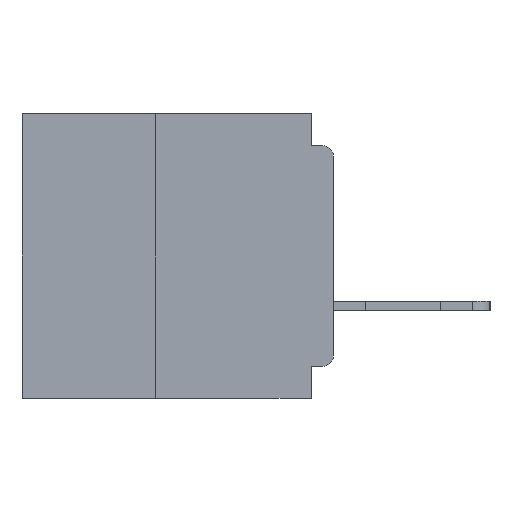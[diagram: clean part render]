
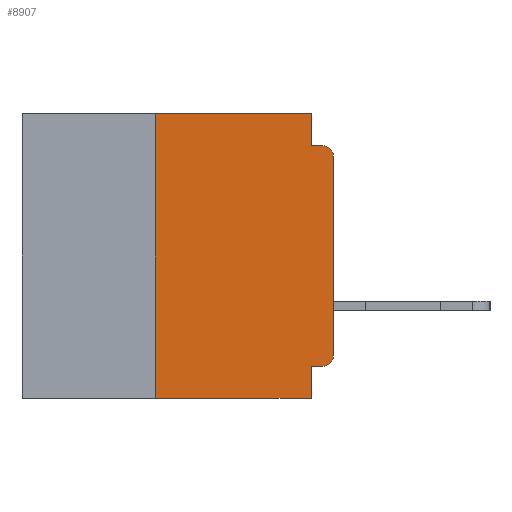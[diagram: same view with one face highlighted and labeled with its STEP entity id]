
A CAD part, left-side view. The second image highlights one B-rep face of the part: STEP entity #8907.
In plain terms, the highlighted planar face has unit normal (-1, 0, 0).
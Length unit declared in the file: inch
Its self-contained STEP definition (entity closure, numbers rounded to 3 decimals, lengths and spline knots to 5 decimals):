
#202 = VERTEX_POINT ( 'NONE', #21664 ) ;
#710 = VECTOR ( 'NONE', #14682, 39.37008 ) ;
#1928 = CARTESIAN_POINT ( 'NONE',  ( 0., 0., -0.045 ) ) ;
#2789 = CARTESIAN_POINT ( 'NONE',  ( 0., 0.25, 0. ) ) ;
#3032 = ORIENTED_EDGE ( 'NONE', *, *, #15551, .T. ) ;
#3049 = DIRECTION ( 'NONE',  ( -1., 0., 0. ) ) ;
#4102 = VERTEX_POINT ( 'NONE', #10615 ) ;
#4226 = DIRECTION ( 'NONE',  ( 1., 0., 0. ) ) ;
#4424 = ORIENTED_EDGE ( 'NONE', *, *, #27419, .F. ) ;
#4662 = LINE ( 'NONE', #16158, #11423 ) ;
#4790 = DIRECTION ( 'NONE',  ( 0., -1., 0. ) ) ;
#5003 = LINE ( 'NONE', #23118, #11765 ) ;
#6456 = CARTESIAN_POINT ( 'NONE',  ( 0., 0.031, -0.4 ) ) ;
#6462 = FACE_OUTER_BOUND ( 'NONE', #34530, .T. ) ;
#6623 = ORIENTED_EDGE ( 'NONE', *, *, #21120, .F. ) ;
#6774 = DIRECTION ( 'NONE',  ( -1., 0., 0. ) ) ;
#7638 = CARTESIAN_POINT ( 'NONE',  ( 0., 0.25, -0.4 ) ) ;
#7988 = ORIENTED_EDGE ( 'NONE', *, *, #10454, .T. ) ;
#8485 = CARTESIAN_POINT ( 'NONE',  ( 0., 0.031, 0. ) ) ;
#8907 = ADVANCED_FACE ( 'NONE', ( #6462 ), #12795, .F. ) ;
#10045 = CARTESIAN_POINT ( 'NONE',  ( 0., 0.437, 0. ) ) ;
#10454 = EDGE_CURVE ( 'NONE', #24065, #4102, #5003, .T. ) ;
#10552 = CARTESIAN_POINT ( 'NONE',  ( 0., 0.015, -0.355 ) ) ;
#10615 = CARTESIAN_POINT ( 'NONE',  ( 0., 0., -0.06 ) ) ;
#10912 = LINE ( 'NONE', #13405, #26364 ) ;
#11204 = ORIENTED_EDGE ( 'NONE', *, *, #15563, .F. ) ;
#11423 = VECTOR ( 'NONE', #27666, 39.37008 ) ;
#11765 = VECTOR ( 'NONE', #29058, 39.37008 ) ;
#12275 = VERTEX_POINT ( 'NONE', #22688 ) ;
#12687 = LINE ( 'NONE', #1928, #27246 ) ;
#12795 = PLANE ( 'NONE',  #17131 ) ;
#13330 = DIRECTION ( 'NONE',  ( 0., 0., 1. ) ) ;
#13405 = CARTESIAN_POINT ( 'NONE',  ( 0., 0.437, -0.4 ) ) ;
#14589 = CARTESIAN_POINT ( 'NONE',  ( 0., 0.031, -0.355 ) ) ;
#14682 = DIRECTION ( 'NONE',  ( 0., 1., 0. ) ) ;
#15551 = EDGE_CURVE ( 'NONE', #4102, #33581, #25599, .T. ) ;
#15563 = EDGE_CURVE ( 'NONE', #35757, #21173, #17014, .T. ) ;
#16158 = CARTESIAN_POINT ( 'NONE',  ( 0., 0.031, -0.4 ) ) ;
#16615 = EDGE_CURVE ( 'NONE', #26527, #37167, #25963, .T. ) ;
#17014 = LINE ( 'NONE', #34843, #710 ) ;
#17131 = AXIS2_PLACEMENT_3D ( 'NONE', #21552, #4226, #24495 ) ;
#17906 = EDGE_CURVE ( 'NONE', #26527, #30839, #10912, .T. ) ;
#18278 = VECTOR ( 'NONE', #13330, 39.37008 ) ;
#18397 = LINE ( 'NONE', #10045, #31904 ) ;
#19356 = ORIENTED_EDGE ( 'NONE', *, *, #36998, .F. ) ;
#20160 = DIRECTION ( 'NONE',  ( 0., 0., -1. ) ) ;
#20274 = ORIENTED_EDGE ( 'NONE', *, *, #17906, .T. ) ;
#20374 = CARTESIAN_POINT ( 'NONE',  ( 0., 0.015, -0.06 ) ) ;
#21120 = EDGE_CURVE ( 'NONE', #202, #12275, #27943, .T. ) ;
#21173 = VERTEX_POINT ( 'NONE', #14589 ) ;
#21552 = CARTESIAN_POINT ( 'NONE',  ( 0., 0.437, 0. ) ) ;
#21664 = CARTESIAN_POINT ( 'NONE',  ( 0., 0.031, 0. ) ) ;
#21958 = EDGE_CURVE ( 'NONE', #35757, #24065, #36336, .T. ) ;
#22688 = CARTESIAN_POINT ( 'NONE',  ( 0., 0.031, -0.045 ) ) ;
#23118 = CARTESIAN_POINT ( 'NONE',  ( 0., 0., 0. ) ) ;
#23295 = DIRECTION ( 'NONE',  ( 0., 0., -1. ) ) ;
#24019 = CARTESIAN_POINT ( 'NONE',  ( 0., 0.015, -0.045 ) ) ;
#24065 = VERTEX_POINT ( 'NONE', #34444 ) ;
#24161 = CARTESIAN_POINT ( 'NONE',  ( 0., 0.015, -0.34 ) ) ;
#24495 = DIRECTION ( 'NONE',  ( 0., 0., -1. ) ) ;
#24878 = ORIENTED_EDGE ( 'NONE', *, *, #21958, .T. ) ;
#25599 = CIRCLE ( 'NONE', #28169, 0.015 ) ;
#25602 = EDGE_CURVE ( 'NONE', #37167, #202, #18397, .T. ) ;
#25963 = LINE ( 'NONE', #7638, #18278 ) ;
#26183 = ORIENTED_EDGE ( 'NONE', *, *, #16615, .F. ) ;
#26364 = VECTOR ( 'NONE', #33614, 39.37008 ) ;
#26527 = VERTEX_POINT ( 'NONE', #29238 ) ;
#27062 = VECTOR ( 'NONE', #20160, 39.37008 ) ;
#27089 = DIRECTION ( 'NONE',  ( 0., 0., -1. ) ) ;
#27246 = VECTOR ( 'NONE', #4790, 39.37008 ) ;
#27419 = EDGE_CURVE ( 'NONE', #21173, #30839, #4662, .T. ) ;
#27458 = DIRECTION ( 'NONE',  ( 0., -1., 0. ) ) ;
#27666 = DIRECTION ( 'NONE',  ( 0., 0., -1. ) ) ;
#27943 = LINE ( 'NONE', #8485, #27062 ) ;
#28169 = AXIS2_PLACEMENT_3D ( 'NONE', #20374, #3049, #23295 ) ;
#29058 = DIRECTION ( 'NONE',  ( 0., 0., 1. ) ) ;
#29238 = CARTESIAN_POINT ( 'NONE',  ( 0., 0.25, -0.4 ) ) ;
#30839 = VERTEX_POINT ( 'NONE', #6456 ) ;
#31837 = AXIS2_PLACEMENT_3D ( 'NONE', #24161, #6774, #27089 ) ;
#31904 = VECTOR ( 'NONE', #27458, 39.37008 ) ;
#33581 = VERTEX_POINT ( 'NONE', #24019 ) ;
#33614 = DIRECTION ( 'NONE',  ( 0., -1., 0. ) ) ;
#34444 = CARTESIAN_POINT ( 'NONE',  ( 0., 0., -0.34 ) ) ;
#34530 = EDGE_LOOP ( 'NONE', ( #7988, #3032, #19356, #6623, #37337, #26183, #20274, #4424, #11204, #24878 ) ) ;
#34843 = CARTESIAN_POINT ( 'NONE',  ( 0., 0., -0.355 ) ) ;
#35757 = VERTEX_POINT ( 'NONE', #10552 ) ;
#36336 = CIRCLE ( 'NONE', #31837, 0.015 ) ;
#36998 = EDGE_CURVE ( 'NONE', #12275, #33581, #12687, .T. ) ;
#37167 = VERTEX_POINT ( 'NONE', #2789 ) ;
#37337 = ORIENTED_EDGE ( 'NONE', *, *, #25602, .F. ) ;
